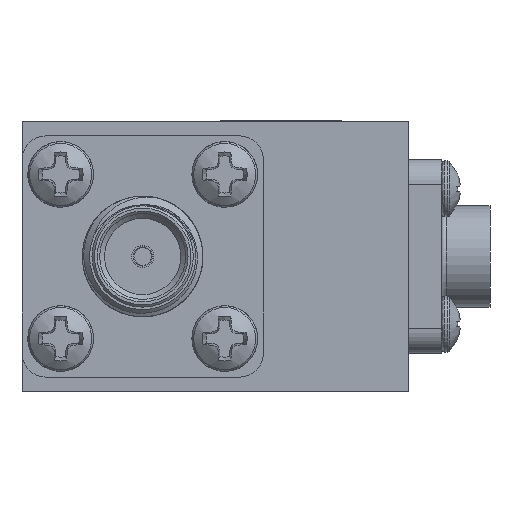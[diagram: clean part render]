
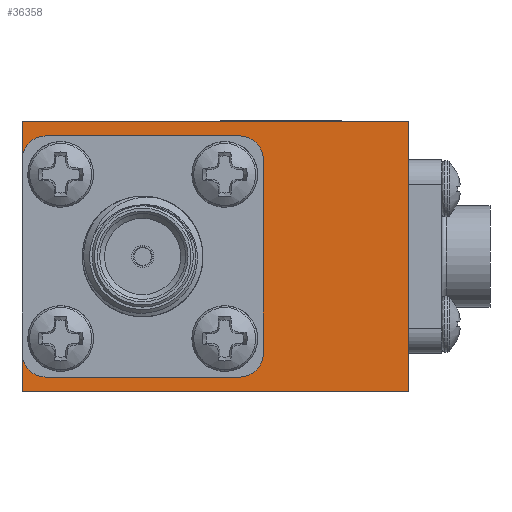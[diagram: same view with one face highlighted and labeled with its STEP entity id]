
A CAD part, left-side view. The second image highlights one B-rep face of the part: STEP entity #36358.
In plain terms, the highlighted planar face has unit normal (-1, 0, 0).
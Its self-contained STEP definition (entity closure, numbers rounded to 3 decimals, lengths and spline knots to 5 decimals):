
#46 = LINE ( 'NONE', #7516, #10036 ) ;
#80 = VECTOR ( 'NONE', #28131, 39.37008 ) ;
#198 = FACE_OUTER_BOUND ( 'NONE', #28489, .T. ) ;
#254 = EDGE_CURVE ( 'NONE', #35480, #27773, #33985, .T. ) ;
#399 = CARTESIAN_POINT ( 'NONE',  ( -0.315, -0.1, -0.25 ) ) ;
#544 = CARTESIAN_POINT ( 'NONE',  ( -0.315, -0.05, -0.2 ) ) ;
#897 = LINE ( 'NONE', #399, #13599 ) ;
#1576 = ORIENTED_EDGE ( 'NONE', *, *, #35577, .T. ) ;
#1863 = ORIENTED_EDGE ( 'NONE', *, *, #28816, .T. ) ;
#2201 = EDGE_CURVE ( 'NONE', #36481, #30726, #14615, .T. ) ;
#2355 = CARTESIAN_POINT ( 'NONE',  ( -0.315, -0.1, -0.25 ) ) ;
#3047 = EDGE_CURVE ( 'NONE', #6909, #30726, #37294, .T. ) ;
#3460 = DIRECTION ( 'NONE',  ( 0., 0., -1. ) ) ;
#3474 = EDGE_CURVE ( 'NONE', #32619, #27773, #46, .T. ) ;
#3578 = CARTESIAN_POINT ( 'NONE',  ( -0.315, 0.4, 0.28 ) ) ;
#3654 = CARTESIAN_POINT ( 'NONE',  ( -0.315, -0.4, 0.28 ) ) ;
#3988 = AXIS2_PLACEMENT_3D ( 'NONE', #27274, #18505, #36036 ) ;
#4353 = VECTOR ( 'NONE', #28380, 39.37008 ) ;
#4666 = EDGE_CURVE ( 'NONE', #34015, #32619, #10491, .T. ) ;
#4842 = AXIS2_PLACEMENT_3D ( 'NONE', #26003, #31852, #14451 ) ;
#5013 = ORIENTED_EDGE ( 'NONE', *, *, #31864, .T. ) ;
#5498 = VERTEX_POINT ( 'NONE', #21919 ) ;
#5553 = LINE ( 'NONE', #28386, #36919 ) ;
#6909 = VERTEX_POINT ( 'NONE', #14947 ) ;
#7243 = ORIENTED_EDGE ( 'NONE', *, *, #8395, .T. ) ;
#7516 = CARTESIAN_POINT ( 'NONE',  ( -0.315, -0.4, 0.28 ) ) ;
#7949 = DIRECTION ( 'NONE',  ( 0., 0., -1. ) ) ;
#8395 = EDGE_CURVE ( 'NONE', #23199, #23105, #36307, .T. ) ;
#10036 = VECTOR ( 'NONE', #27838, 39.37008 ) ;
#10491 = LINE ( 'NONE', #32629, #27739 ) ;
#10589 = CARTESIAN_POINT ( 'NONE',  ( -0.315, 0.4, 0.28 ) ) ;
#10798 = VECTOR ( 'NONE', #10938, 39.37008 ) ;
#10842 = CIRCLE ( 'NONE', #3988, 0.05 ) ;
#10938 = DIRECTION ( 'NONE',  ( 0., -1., 0. ) ) ;
#11205 = VECTOR ( 'NONE', #3460, 39.37008 ) ;
#11328 = CARTESIAN_POINT ( 'NONE',  ( -0.315, 0.4, -0.2 ) ) ;
#12327 = DIRECTION ( 'NONE',  ( 0., 0., -1. ) ) ;
#13190 = AXIS2_PLACEMENT_3D ( 'NONE', #22689, #13644, #7949 ) ;
#13242 = CARTESIAN_POINT ( 'NONE',  ( -0.315, 0.35, 0.25 ) ) ;
#13599 = VECTOR ( 'NONE', #29230, 39.37008 ) ;
#13615 = ORIENTED_EDGE ( 'NONE', *, *, #3047, .T. ) ;
#13644 = DIRECTION ( 'NONE',  ( 1., 0., 0. ) ) ;
#14008 = DIRECTION ( 'NONE',  ( 1., 0., 0. ) ) ;
#14451 = DIRECTION ( 'NONE',  ( 0., 0., -1. ) ) ;
#14615 = LINE ( 'NONE', #2355, #80 ) ;
#14947 = CARTESIAN_POINT ( 'NONE',  ( -0.315, -0.1, -0.2 ) ) ;
#15215 = DIRECTION ( 'NONE',  ( 0., -1., 0. ) ) ;
#15550 = ORIENTED_EDGE ( 'NONE', *, *, #254, .T. ) ;
#15687 = CARTESIAN_POINT ( 'NONE',  ( -0.315, 0.35, -0.25 ) ) ;
#15716 = LINE ( 'NONE', #34596, #4353 ) ;
#18442 = VERTEX_POINT ( 'NONE', #11328 ) ;
#18505 = DIRECTION ( 'NONE',  ( 1., 0., 0. ) ) ;
#19681 = EDGE_CURVE ( 'NONE', #37198, #23105, #5553, .T. ) ;
#19938 = ORIENTED_EDGE ( 'NONE', *, *, #33480, .T. ) ;
#20127 = DIRECTION ( 'NONE',  ( 0., 1., 0. ) ) ;
#20478 = DIRECTION ( 'NONE',  ( 1., 0., 0. ) ) ;
#20826 = CARTESIAN_POINT ( 'NONE',  ( -0.315, -0.05, -0.25 ) ) ;
#21509 = AXIS2_PLACEMENT_3D ( 'NONE', #544, #20478, #12327 ) ;
#21919 = CARTESIAN_POINT ( 'NONE',  ( -0.315, -0.1, 0.2 ) ) ;
#22689 = CARTESIAN_POINT ( 'NONE',  ( -0.315, 0.35, 0.2 ) ) ;
#23105 = VERTEX_POINT ( 'NONE', #13242 ) ;
#23184 = CARTESIAN_POINT ( 'NONE',  ( -0.315, -0.4, -0.28 ) ) ;
#23199 = VERTEX_POINT ( 'NONE', #27863 ) ;
#23823 = AXIS2_PLACEMENT_3D ( 'NONE', #28625, #14008, #34339 ) ;
#26003 = CARTESIAN_POINT ( 'NONE',  ( -0.315, -0.4, 0.28 ) ) ;
#27110 = EDGE_CURVE ( 'NONE', #6909, #5498, #897, .T. ) ;
#27274 = CARTESIAN_POINT ( 'NONE',  ( -0.315, 0.35, -0.2 ) ) ;
#27739 = VECTOR ( 'NONE', #15215, 39.37008 ) ;
#27773 = VERTEX_POINT ( 'NONE', #23184 ) ;
#27838 = DIRECTION ( 'NONE',  ( 0., 0., -1. ) ) ;
#27863 = CARTESIAN_POINT ( 'NONE',  ( -0.315, 0.4, 0.2 ) ) ;
#28131 = DIRECTION ( 'NONE',  ( 0., -1., 0. ) ) ;
#28337 = CARTESIAN_POINT ( 'NONE',  ( -0.315, -0.4, -0.28 ) ) ;
#28372 = CIRCLE ( 'NONE', #23823, 0.05 ) ;
#28380 = DIRECTION ( 'NONE',  ( 0., 0., -1. ) ) ;
#28386 = CARTESIAN_POINT ( 'NONE',  ( -0.315, -0.1, 0.25 ) ) ;
#28489 = EDGE_LOOP ( 'NONE', ( #30696, #1863, #5013, #15550, #28576, #32658, #19938, #7243, #31091, #1576, #37179, #13615 ) ) ;
#28576 = ORIENTED_EDGE ( 'NONE', *, *, #3474, .F. ) ;
#28625 = CARTESIAN_POINT ( 'NONE',  ( -0.315, -0.05, 0.2 ) ) ;
#28816 = EDGE_CURVE ( 'NONE', #36481, #18442, #10842, .T. ) ;
#29230 = DIRECTION ( 'NONE',  ( 0., 0., 1. ) ) ;
#30163 = CARTESIAN_POINT ( 'NONE',  ( -0.315, 0.4, -0.28 ) ) ;
#30696 = ORIENTED_EDGE ( 'NONE', *, *, #2201, .F. ) ;
#30726 = VERTEX_POINT ( 'NONE', #20826 ) ;
#31091 = ORIENTED_EDGE ( 'NONE', *, *, #19681, .F. ) ;
#31852 = DIRECTION ( 'NONE',  ( 1., 0., 0. ) ) ;
#31864 = EDGE_CURVE ( 'NONE', #18442, #35480, #37101, .T. ) ;
#32619 = VERTEX_POINT ( 'NONE', #3654 ) ;
#32629 = CARTESIAN_POINT ( 'NONE',  ( -0.315, -0.4, 0.28 ) ) ;
#32658 = ORIENTED_EDGE ( 'NONE', *, *, #4666, .F. ) ;
#33480 = EDGE_CURVE ( 'NONE', #34015, #23199, #15716, .T. ) ;
#33985 = LINE ( 'NONE', #28337, #10798 ) ;
#34015 = VERTEX_POINT ( 'NONE', #10589 ) ;
#34339 = DIRECTION ( 'NONE',  ( 0., 0., -1. ) ) ;
#34596 = CARTESIAN_POINT ( 'NONE',  ( -0.315, 0.4, 0.28 ) ) ;
#35006 = PLANE ( 'NONE',  #4842 ) ;
#35480 = VERTEX_POINT ( 'NONE', #30163 ) ;
#35577 = EDGE_CURVE ( 'NONE', #37198, #5498, #28372, .T. ) ;
#35671 = CARTESIAN_POINT ( 'NONE',  ( -0.315, -0.05, 0.25 ) ) ;
#36036 = DIRECTION ( 'NONE',  ( 0., 0., -1. ) ) ;
#36307 = CIRCLE ( 'NONE', #13190, 0.05 ) ;
#36358 = ADVANCED_FACE ( 'NONE', ( #198 ), #35006, .F. ) ;
#36481 = VERTEX_POINT ( 'NONE', #15687 ) ;
#36919 = VECTOR ( 'NONE', #20127, 39.37008 ) ;
#37101 = LINE ( 'NONE', #3578, #11205 ) ;
#37179 = ORIENTED_EDGE ( 'NONE', *, *, #27110, .F. ) ;
#37198 = VERTEX_POINT ( 'NONE', #35671 ) ;
#37294 = CIRCLE ( 'NONE', #21509, 0.05 ) ;
